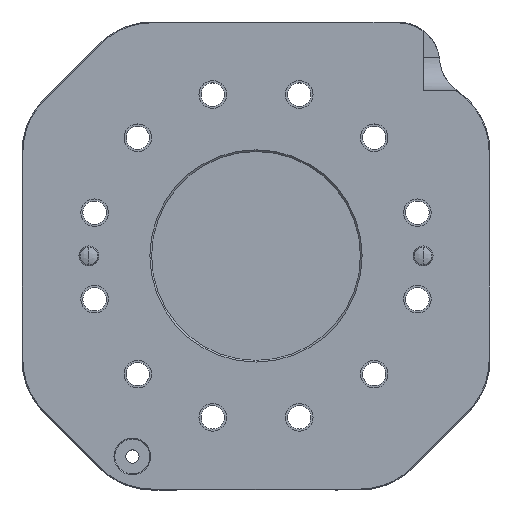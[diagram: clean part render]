
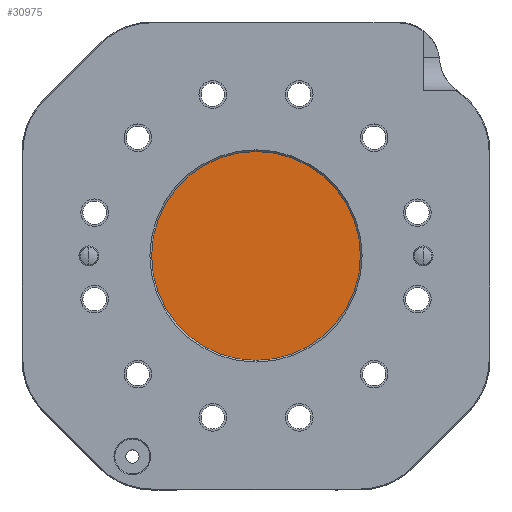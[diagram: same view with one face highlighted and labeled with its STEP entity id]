
A CAD part, top view. The second image highlights one B-rep face of the part: STEP entity #30975.
In plain terms, the highlighted planar face has unit normal (0, 0, 1).
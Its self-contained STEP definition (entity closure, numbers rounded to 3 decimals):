
#1537 = ORIENTED_EDGE ( 'NONE', *, *, #13215, .T. ) ;
#3765 = VERTEX_POINT ( 'NONE', #17132 ) ;
#6449 = AXIS2_PLACEMENT_3D ( 'NONE', #22736, #41167, #34506 ) ;
#10400 = EDGE_LOOP ( 'NONE', ( #1537, #48388 ) ) ;
#12370 = DIRECTION ( 'NONE',  ( 1., 0., 0. ) ) ;
#13215 = EDGE_CURVE ( 'NONE', #29494, #3765, #37502, .T. ) ;
#15348 = AXIS2_PLACEMENT_3D ( 'NONE', #34858, #23343, #12370 ) ;
#17132 = CARTESIAN_POINT ( 'NONE',  ( -62.5, 0., 41.5 ) ) ;
#19540 = CARTESIAN_POINT ( 'NONE',  ( 0., 0., 41.5 ) ) ;
#20661 = EDGE_CURVE ( 'NONE', #3765, #29494, #33299, .T. ) ;
#22736 = CARTESIAN_POINT ( 'NONE',  ( 0., 0., 41.5 ) ) ;
#23343 = DIRECTION ( 'NONE',  ( 0., 0., 1. ) ) ;
#27182 = DIRECTION ( 'NONE',  ( 0., 0., 1. ) ) ;
#27327 = AXIS2_PLACEMENT_3D ( 'NONE', #19540, #27182, #27409 ) ;
#27409 = DIRECTION ( 'NONE',  ( 1., 0., 0. ) ) ;
#29494 = VERTEX_POINT ( 'NONE', #34912 ) ;
#30975 = ADVANCED_FACE ( 'NONE', ( #38209 ), #45299, .T. ) ;
#33299 = CIRCLE ( 'NONE', #15348, 62.5 ) ;
#34506 = DIRECTION ( 'NONE',  ( 1., 0., 0. ) ) ;
#34858 = CARTESIAN_POINT ( 'NONE',  ( 0., 0., 41.5 ) ) ;
#34912 = CARTESIAN_POINT ( 'NONE',  ( 62.5, 0., 41.5 ) ) ;
#37502 = CIRCLE ( 'NONE', #27327, 62.5 ) ;
#38209 = FACE_OUTER_BOUND ( 'NONE', #10400, .T. ) ;
#41167 = DIRECTION ( 'NONE',  ( 0., 0., 1. ) ) ;
#45299 = PLANE ( 'NONE',  #6449 ) ;
#48388 = ORIENTED_EDGE ( 'NONE', *, *, #20661, .T. ) ;
